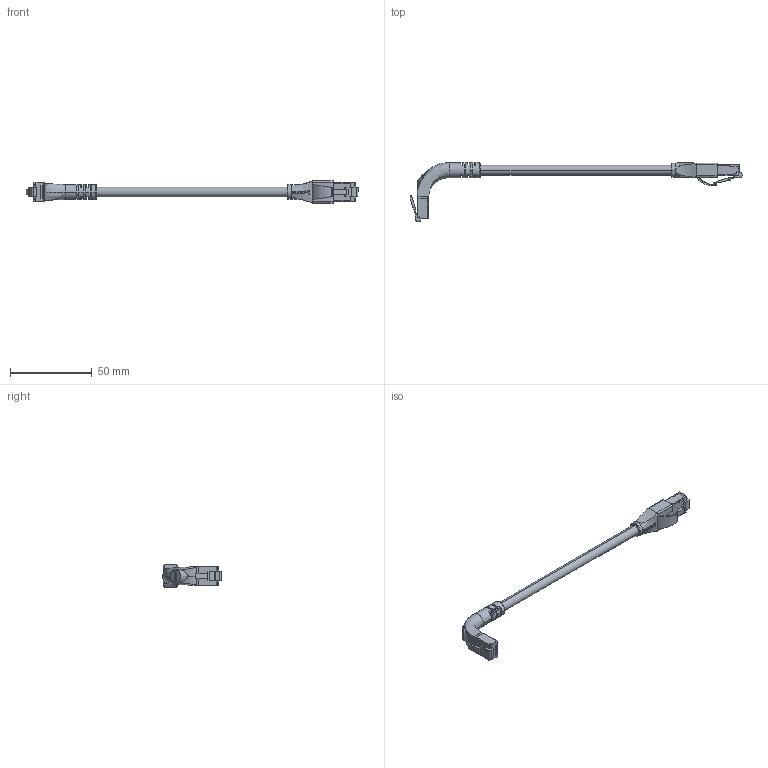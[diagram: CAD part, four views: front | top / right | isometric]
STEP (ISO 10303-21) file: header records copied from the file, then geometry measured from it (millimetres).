
FILE_DESCRIPTION (( 'STEP AP203' ), '1' );
FILE_NAME ('TRD815SZRA2.step', '2013-02-14T16:34:14', ( 'x' ), ( '' ), 'SwSTEP 2.0', 'SolidWorks 2012', '' );
FILE_SCHEMA (( 'CONFIG_CONTROL_DESIGN' ));
Length unit declared in the file: inch
Products named in the file (15): TRD815SZRA2; 1AY01-034_NEW LOGO, entry size not shown; 1AD03-013_crimped; TDS8PC5-MA3; 1AD03-013-MA4_crimped strain relief; 1AD03-013-MA1; 1AD03-013-MA2; 1AD03-013-MA3; RA_RJ45_Version 2_without twisted pairs; MTN-441_with Global Connectivity logo; 1AG01-037; 1AD01-015-MA2; 1AD01-015-MA1_for assembly with molded boot; 1AG01-036; RA-RJ45-MA2_6" long
Assembly tree (21 placements, depth 3):
  TRD815SZRA2
    RA-RJ45-MA2_6" long
    RA_RJ45_Version 2_without twisted pairs
      1AG01-036
      1AD01-015-MA1_for assembly with molded boot
      1AD01-015-MA2
      1AG01-037
      MTN-441_with Global Connectivity logo
    1AD03-013_crimped
      1AD03-013-MA3
      1AD03-013-MA2
      1AD03-013-MA1
      1AD03-013-MA4_crimped strain relief
      TDS8PC5-MA3  x8
    1AY01-034_NEW LOGO, entry size not shown
Bounding box: 203.7 x 35.86 x 13.67 mm (x, y, z)
Volume: 5822.5 mm3; surface area: 15842.9 mm2
Topology: 19 solids, 19 shells, 1288 faces, 3627 edges, 2319 vertices
Faces by surface type: plane 836, cylinder 281, bspline 111, sphere 35, torus 19, cone 6
Entity records: 42247 total; most frequent: CARTESIAN_POINT 12076, ORIENTED_EDGE 6340, DIRECTION 5343, EDGE_CURVE 3170, LINE 2137, VECTOR 2137, VERTEX_POINT 2035, AXIS2_PLACEMENT_3D 1603
